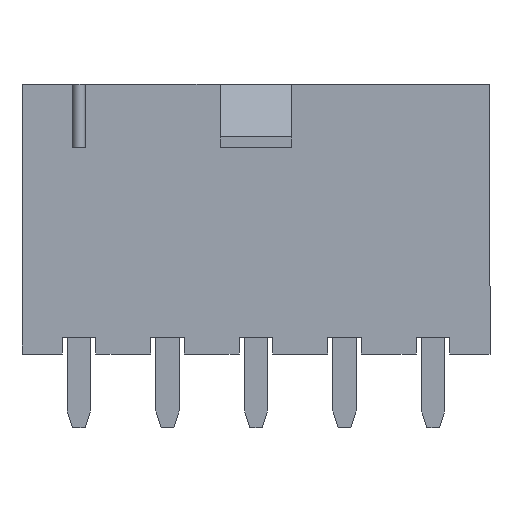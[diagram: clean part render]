
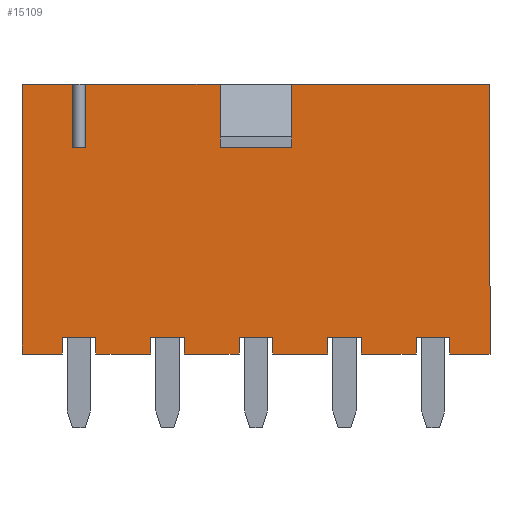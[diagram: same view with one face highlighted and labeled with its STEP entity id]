
A CAD part, front view. The second image highlights one B-rep face of the part: STEP entity #15109.
In plain terms, the highlighted face is planar.
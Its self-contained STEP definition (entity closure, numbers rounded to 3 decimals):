
#1493=ORIENTED_EDGE('',*,*,#3964,.F.);
#1494=ORIENTED_EDGE('',*,*,#3961,.T.);
#1495=ORIENTED_EDGE('',*,*,#3963,.T.);
#1496=ORIENTED_EDGE('',*,*,#4450,.F.);
#1497=ORIENTED_EDGE('',*,*,#4365,.T.);
#1498=ORIENTED_EDGE('',*,*,#4482,.T.);
#1499=ORIENTED_EDGE('',*,*,#4019,.T.);
#1500=ORIENTED_EDGE('',*,*,#4465,.T.);
#1501=ORIENTED_EDGE('',*,*,#4023,.T.);
#1502=ORIENTED_EDGE('',*,*,#4483,.T.);
#1503=ORIENTED_EDGE('',*,*,#4088,.T.);
#1504=ORIENTED_EDGE('',*,*,#4426,.T.);
#1505=ORIENTED_EDGE('',*,*,#4092,.T.);
#1506=ORIENTED_EDGE('',*,*,#4438,.T.);
#1507=ORIENTED_EDGE('',*,*,#4161,.T.);
#1508=ORIENTED_EDGE('',*,*,#4402,.T.);
#1509=ORIENTED_EDGE('',*,*,#4165,.T.);
#1510=ORIENTED_EDGE('',*,*,#4414,.T.);
#1511=ORIENTED_EDGE('',*,*,#4234,.T.);
#1512=ORIENTED_EDGE('',*,*,#4378,.T.);
#1513=ORIENTED_EDGE('',*,*,#4238,.T.);
#1514=ORIENTED_EDGE('',*,*,#4390,.T.);
#1515=ORIENTED_EDGE('',*,*,#4341,.T.);
#1516=ORIENTED_EDGE('',*,*,#4323,.T.);
#1517=ORIENTED_EDGE('',*,*,#4347,.T.);
#1518=ORIENTED_EDGE('',*,*,#4359,.T.);
#1519=ORIENTED_EDGE('',*,*,#4355,.F.);
#1520=ORIENTED_EDGE('',*,*,#4448,.F.);
#1521=ORIENTED_EDGE('',*,*,#3970,.F.);
#1522=ORIENTED_EDGE('',*,*,#3971,.F.);
#1523=ORIENTED_EDGE('',*,*,#3974,.F.);
#1524=ORIENTED_EDGE('',*,*,#4451,.F.);
#3961=EDGE_CURVE('',#5623,#5622,#6703,.T.);
#3963=EDGE_CURVE('',#5622,#5624,#6704,.T.);
#3964=EDGE_CURVE('',#5623,#5625,#6705,.T.);
#3970=EDGE_CURVE('',#5629,#5628,#6711,.T.);
#3971=EDGE_CURVE('',#5630,#5629,#6712,.T.);
#3974=EDGE_CURVE('',#5631,#5630,#6715,.T.);
#4019=EDGE_CURVE('',#5661,#5664,#6752,.T.);
#4023=EDGE_CURVE('',#5665,#5668,#6756,.T.);
#4088=EDGE_CURVE('',#5715,#5718,#6813,.T.);
#4092=EDGE_CURVE('',#5719,#5722,#6817,.T.);
#4161=EDGE_CURVE('',#5776,#5779,#6878,.T.);
#4165=EDGE_CURVE('',#5780,#5783,#6882,.T.);
#4234=EDGE_CURVE('',#5837,#5840,#6943,.T.);
#4238=EDGE_CURVE('',#5841,#5844,#6947,.T.);
#4323=EDGE_CURVE('',#5912,#5911,#7024,.T.);
#4341=EDGE_CURVE('',#5920,#5912,#7042,.T.);
#4347=EDGE_CURVE('',#5911,#5925,#7048,.T.);
#4355=EDGE_CURVE('',#5931,#5932,#7056,.T.);
#4359=EDGE_CURVE('',#5925,#5932,#7060,.T.);
#4365=EDGE_CURVE('',#5937,#5936,#7066,.T.);
#4378=EDGE_CURVE('',#5840,#5841,#7079,.T.);
#4390=EDGE_CURVE('',#5844,#5920,#7091,.T.);
#4402=EDGE_CURVE('',#5779,#5780,#7103,.T.);
#4414=EDGE_CURVE('',#5783,#5837,#7115,.T.);
#4426=EDGE_CURVE('',#5718,#5719,#7127,.T.);
#4438=EDGE_CURVE('',#5722,#5776,#7139,.T.);
#4448=EDGE_CURVE('',#5628,#5931,#7149,.T.);
#4450=EDGE_CURVE('',#5937,#5624,#7151,.T.);
#4451=EDGE_CURVE('',#5625,#5631,#7152,.T.);
#4465=EDGE_CURVE('',#5664,#5665,#7166,.T.);
#4482=EDGE_CURVE('',#5936,#5661,#7183,.T.);
#4483=EDGE_CURVE('',#5668,#5715,#7184,.T.);
#5622=VERTEX_POINT('',#19867);
#5623=VERTEX_POINT('',#19868);
#5624=VERTEX_POINT('',#19872);
#5625=VERTEX_POINT('',#19873);
#5628=VERTEX_POINT('',#19884);
#5629=VERTEX_POINT('',#19886);
#5630=VERTEX_POINT('',#19890);
#5631=VERTEX_POINT('',#19894);
#5661=VERTEX_POINT('',#19976);
#5664=VERTEX_POINT('',#19981);
#5665=VERTEX_POINT('',#19985);
#5668=VERTEX_POINT('',#19990);
#5715=VERTEX_POINT('',#20114);
#5718=VERTEX_POINT('',#20119);
#5719=VERTEX_POINT('',#20123);
#5722=VERTEX_POINT('',#20128);
#5776=VERTEX_POINT('',#20264);
#5779=VERTEX_POINT('',#20269);
#5780=VERTEX_POINT('',#20273);
#5783=VERTEX_POINT('',#20278);
#5837=VERTEX_POINT('',#20414);
#5840=VERTEX_POINT('',#20419);
#5841=VERTEX_POINT('',#20423);
#5844=VERTEX_POINT('',#20428);
#5911=VERTEX_POINT('',#20598);
#5912=VERTEX_POINT('',#20600);
#5920=VERTEX_POINT('',#20628);
#5925=VERTEX_POINT('',#20642);
#5931=VERTEX_POINT('',#20658);
#5932=VERTEX_POINT('',#20660);
#5936=VERTEX_POINT('',#20676);
#5937=VERTEX_POINT('',#20678);
#6703=LINE('',#19869,#8114);
#6704=LINE('',#19874,#8115);
#6705=LINE('',#19875,#8116);
#6711=LINE('',#19887,#8122);
#6712=LINE('',#19889,#8123);
#6715=LINE('',#19895,#8126);
#6752=LINE('',#19982,#8163);
#6756=LINE('',#19991,#8167);
#6813=LINE('',#20120,#8224);
#6817=LINE('',#20129,#8228);
#6878=LINE('',#20270,#8289);
#6882=LINE('',#20279,#8293);
#6943=LINE('',#20420,#8354);
#6947=LINE('',#20429,#8358);
#7024=LINE('',#20599,#8435);
#7042=LINE('',#20631,#8453);
#7048=LINE('',#20643,#8459);
#7056=LINE('',#20659,#8467);
#7060=LINE('',#20666,#8471);
#7066=LINE('',#20677,#8477);
#7079=LINE('',#20699,#8490);
#7091=LINE('',#20719,#8502);
#7103=LINE('',#20736,#8514);
#7115=LINE('',#20756,#8526);
#7127=LINE('',#20773,#8538);
#7139=LINE('',#20793,#8550);
#7149=LINE('',#20807,#8560);
#7151=LINE('',#20809,#8562);
#7152=LINE('',#20810,#8563);
#7166=LINE('',#20827,#8577);
#7183=LINE('',#20854,#8594);
#7184=LINE('',#20855,#8595);
#8114=VECTOR('',#16668,1000.);
#8115=VECTOR('',#16673,1000.);
#8116=VECTOR('',#16674,1000.);
#8122=VECTOR('',#16684,1000.);
#8123=VECTOR('',#16687,1000.);
#8126=VECTOR('',#16692,1000.);
#8163=VECTOR('',#16763,1000.);
#8167=VECTOR('',#16769,1000.);
#8224=VECTOR('',#16870,1000.);
#8228=VECTOR('',#16876,1000.);
#8289=VECTOR('',#16983,1000.);
#8293=VECTOR('',#16989,1000.);
#8354=VECTOR('',#17096,1000.);
#8358=VECTOR('',#17102,1000.);
#8435=VECTOR('',#17231,1000.);
#8453=VECTOR('',#17257,1000.);
#8459=VECTOR('',#17267,1000.);
#8467=VECTOR('',#17279,1000.);
#8471=VECTOR('',#17285,1000.);
#8477=VECTOR('',#17295,1000.);
#8490=VECTOR('',#17314,1000.);
#8502=VECTOR('',#17330,1000.);
#8514=VECTOR('',#17350,1000.);
#8526=VECTOR('',#17366,1000.);
#8538=VECTOR('',#17386,1000.);
#8550=VECTOR('',#17402,1000.);
#8560=VECTOR('',#17418,1000.);
#8562=VECTOR('',#17420,1000.);
#8563=VECTOR('',#17421,1000.);
#8577=VECTOR('',#17439,1000.);
#8594=VECTOR('',#17464,1000.);
#8595=VECTOR('',#17465,1000.);
#9522=EDGE_LOOP('',(#1493,#1494,#1495,#1496,#1497,#1498,#1499,#1500,#1501,
#1502,#1503,#1504,#1505,#1506,#1507,#1508,#1509,#1510,#1511,#1512,#1513,
#1514,#1515,#1516,#1517,#1518,#1519,#1520,#1521,#1522,#1523,#1524));
#10107=FACE_BOUND('',#9522,.T.);
#10677=PLANE('',#15748);
#15109=ADVANCED_FACE('',(#10107),#10677,.T.);
#15748=AXIS2_PLACEMENT_3D('',#20853,#17462,#17463);
#16668=DIRECTION('',(1.,0.,0.));
#16673=DIRECTION('',(0.,0.,1.));
#16674=DIRECTION('',(0.,0.,1.));
#16684=DIRECTION('',(0.,0.,1.));
#16687=DIRECTION('',(-1.,0.,0.));
#16692=DIRECTION('',(0.,0.,-1.));
#16763=DIRECTION('',(0.,0.,1.));
#16769=DIRECTION('',(0.,0.,-1.));
#16870=DIRECTION('',(0.,0.,1.));
#16876=DIRECTION('',(0.,0.,-1.));
#16983=DIRECTION('',(0.,0.,1.));
#16989=DIRECTION('',(0.,0.,-1.));
#17096=DIRECTION('',(0.,0.,1.));
#17102=DIRECTION('',(0.,0.,-1.));
#17231=DIRECTION('',(-1.,0.,0.));
#17257=DIRECTION('',(0.,0.,1.));
#17267=DIRECTION('',(0.,0.,-1.));
#17279=DIRECTION('',(0.,0.,-1.));
#17285=DIRECTION('',(-1.,0.,0.));
#17295=DIRECTION('',(0.,0.,-1.));
#17314=DIRECTION('',(-1.,0.,0.));
#17330=DIRECTION('',(-1.,0.,0.));
#17350=DIRECTION('',(-1.,0.,0.));
#17366=DIRECTION('',(-1.,0.,0.));
#17386=DIRECTION('',(-1.,0.,0.));
#17402=DIRECTION('',(-1.,0.,0.));
#17418=DIRECTION('',(-1.,0.,0.));
#17420=DIRECTION('',(-1.,0.,0.));
#17421=DIRECTION('',(-1.,0.,0.));
#17439=DIRECTION('',(-1.,0.,0.));
#17462=DIRECTION('',(0.,1.,0.));
#17463=DIRECTION('',(0.,0.,1.));
#17464=DIRECTION('',(-1.,0.,0.));
#17465=DIRECTION('',(-1.,0.,0.));
#19867=CARTESIAN_POINT('',(8.7,2.7,3.4));
#19868=CARTESIAN_POINT('',(8.1,2.7,3.4));
#19869=CARTESIAN_POINT('',(8.1,2.7,3.4));
#19872=CARTESIAN_POINT('',(8.7,2.7,6.4));
#19873=CARTESIAN_POINT('',(8.1,2.7,6.4));
#19874=CARTESIAN_POINT('',(8.7,2.7,3.4));
#19875=CARTESIAN_POINT('',(8.1,2.7,3.4));
#19884=CARTESIAN_POINT('',(-1.7,2.7,6.4));
#19886=CARTESIAN_POINT('',(-1.7,2.7,3.4));
#19887=CARTESIAN_POINT('',(-1.7,2.7,3.4));
#19889=CARTESIAN_POINT('',(1.7,2.7,3.4));
#19890=CARTESIAN_POINT('',(1.7,2.7,3.4));
#19894=CARTESIAN_POINT('',(1.7,2.7,6.4));
#19895=CARTESIAN_POINT('',(1.7,2.7,6.4));
#19976=CARTESIAN_POINT('',(9.2,2.7,-6.4));
#19981=CARTESIAN_POINT('',(9.2,2.7,-5.6));
#19982=CARTESIAN_POINT('',(9.2,2.7,6.4));
#19985=CARTESIAN_POINT('',(7.6,2.7,-5.6));
#19990=CARTESIAN_POINT('',(7.6,2.7,-6.4));
#19991=CARTESIAN_POINT('',(7.6,2.7,6.4));
#20114=CARTESIAN_POINT('',(5.,2.7,-6.4));
#20119=CARTESIAN_POINT('',(5.,2.7,-5.6));
#20120=CARTESIAN_POINT('',(5.,2.7,6.4));
#20123=CARTESIAN_POINT('',(3.4,2.7,-5.6));
#20128=CARTESIAN_POINT('',(3.4,2.7,-6.4));
#20129=CARTESIAN_POINT('',(3.4,2.7,6.4));
#20264=CARTESIAN_POINT('',(0.8,2.7,-6.4));
#20269=CARTESIAN_POINT('',(0.8,2.7,-5.6));
#20270=CARTESIAN_POINT('',(0.8,2.7,6.4));
#20273=CARTESIAN_POINT('',(-0.8,2.7,-5.6));
#20278=CARTESIAN_POINT('',(-0.8,2.7,-6.4));
#20279=CARTESIAN_POINT('',(-0.8,2.7,6.4));
#20414=CARTESIAN_POINT('',(-3.4,2.7,-6.4));
#20419=CARTESIAN_POINT('',(-3.4,2.7,-5.6));
#20420=CARTESIAN_POINT('',(-3.4,2.7,6.4));
#20423=CARTESIAN_POINT('',(-5.,2.7,-5.6));
#20428=CARTESIAN_POINT('',(-5.,2.7,-6.4));
#20429=CARTESIAN_POINT('',(-5.,2.7,6.4));
#20598=CARTESIAN_POINT('',(-9.2,2.7,-5.6));
#20599=CARTESIAN_POINT('',(11.1,2.7,-5.6));
#20600=CARTESIAN_POINT('',(-7.6,2.7,-5.6));
#20628=CARTESIAN_POINT('',(-7.6,2.7,-6.4));
#20631=CARTESIAN_POINT('',(-7.6,2.7,6.4));
#20642=CARTESIAN_POINT('',(-9.2,2.7,-6.4));
#20643=CARTESIAN_POINT('',(-9.2,2.7,6.4));
#20658=CARTESIAN_POINT('',(-11.1,2.7,6.4));
#20659=CARTESIAN_POINT('',(-11.1,2.7,6.4));
#20660=CARTESIAN_POINT('',(-11.1,2.7,-6.4));
#20666=CARTESIAN_POINT('',(11.1,2.7,-6.4));
#20676=CARTESIAN_POINT('',(11.1,2.7,-6.4));
#20677=CARTESIAN_POINT('',(11.1,2.7,6.4));
#20678=CARTESIAN_POINT('',(11.1,2.7,6.4));
#20699=CARTESIAN_POINT('',(11.1,2.7,-5.6));
#20719=CARTESIAN_POINT('',(11.1,2.7,-6.4));
#20736=CARTESIAN_POINT('',(11.1,2.7,-5.6));
#20756=CARTESIAN_POINT('',(11.1,2.7,-6.4));
#20773=CARTESIAN_POINT('',(11.1,2.7,-5.6));
#20793=CARTESIAN_POINT('',(11.1,2.7,-6.4));
#20807=CARTESIAN_POINT('',(11.1,2.7,6.4));
#20809=CARTESIAN_POINT('',(11.1,2.7,6.4));
#20810=CARTESIAN_POINT('',(11.1,2.7,6.4));
#20827=CARTESIAN_POINT('',(11.1,2.7,-5.6));
#20853=CARTESIAN_POINT('',(11.1,2.7,6.4));
#20854=CARTESIAN_POINT('',(11.1,2.7,-6.4));
#20855=CARTESIAN_POINT('',(11.1,2.7,-6.4));
